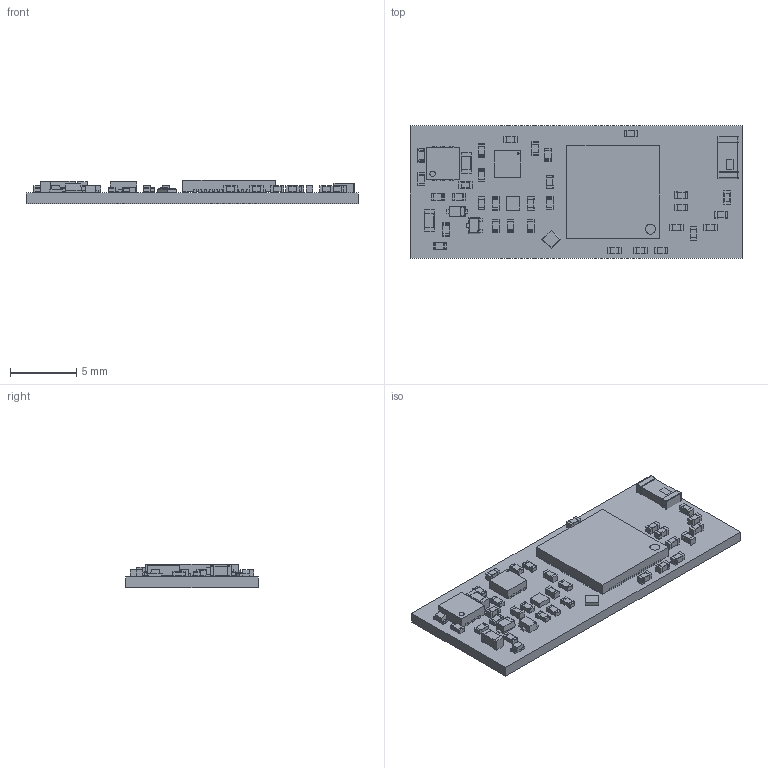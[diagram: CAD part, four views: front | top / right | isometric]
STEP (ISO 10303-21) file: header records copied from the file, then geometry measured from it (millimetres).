
FILE_DESCRIPTION(('KiCad electronic assembly'),'2;1');
FILE_NAME('OMGS3.step','2024-08-09T12:20:04',('Pcbnew'),('Kicad'), 'Open CASCADE STEP processor 7.7','KiCad to STEP converter','Unknown' );
FILE_SCHEMA(('AUTOMOTIVE_DESIGN { 1 0 10303 214 1 1 1 1 }'));
Length unit declared in the file: millimetre
Products named in the file (28): OMGS3 1; C_0402_1005Metric; L_0402_1005Metric; R_0402_1005Metric; SK6805-EC15; (Unsaved); TDFN-6-1EP_2.5x2.5mm_P0.65mm_EP1.3x2mm; TDFN_6_1EP_25x25mm_P065mm_EP13x2mm; 2450AT18B100E--3DModel-STEP-269445; 2450AT18B100E; LED_0402_1005Metric; MAX17048G-T10; MAX17048G+T10; SOT-723; ESD7C5.0DT5G; NCP170AMX170TCG; NCP160AMX280TBG; D_SOD-523; D_SOD_523; C_0603_1608Metric; ESP32_S2--3DModel-STEP-1; ESP32-S2; _autosave-OMGS3_P1_1.27_PCB
Assembly tree (55 placements, depth 3):
  OMGS3 1
    C_0402_1005Metric  x13
      C_0402_1005Metric
    L_0402_1005Metric  x3
      L_0402_1005Metric
    R_0402_1005Metric  x13
      R_0402_1005Metric
    SK6805-EC15
      (Unsaved)
    TDFN-6-1EP_2.5x2.5mm_P0.65mm_EP1.3x2mm
      TDFN_6_1EP_25x25mm_P065mm_EP13x2mm
    2450AT18B100E--3DModel-STEP-269445
      2450AT18B100E
    LED_0402_1005Metric  x2
      LED_0402_1005Metric
    MAX17048G-T10
      MAX17048G+T10
    SOT-723
      ESD7C5.0DT5G
    NCP170AMX170TCG
      NCP160AMX280TBG
    D_SOD-523
      D_SOD_523
    C_0603_1608Metric  x2
      C_0603_1608Metric
    ESP32_S2--3DModel-STEP-1
      ESP32-S2
    _autosave-OMGS3_P1_1.27_PCB
Bounding box: 25 x 10 x 1.75 mm (x, y, z)
Volume: 267.1 mm3; surface area: 918.9 mm2
Topology: 122 solids, 122 shells, 2141 faces, 5431 edges, 3566 vertices
Faces by surface type: plane 1481, cylinder 624, bspline 36
Full cylindrical faces by diameter (mm): 0.4 x1
Entity records: 43130 total; most frequent: CARTESIAN_POINT 7385, DIRECTION 6792, ORIENTED_EDGE 6772, EDGE_CURVE 3386, LINE 2674, VECTOR 2674, VERTEX_POINT 2232, AXIS2_PLACEMENT_3D 2059
